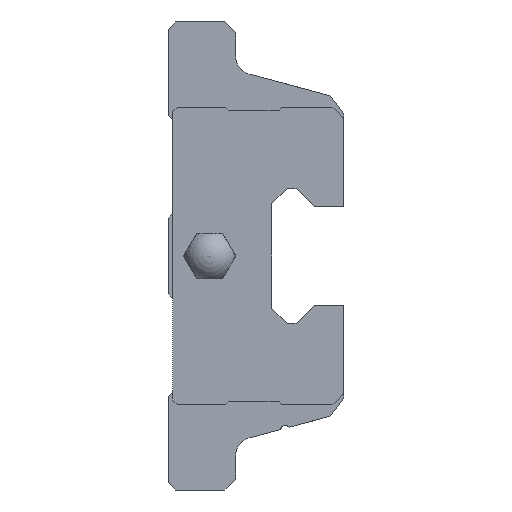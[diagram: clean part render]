
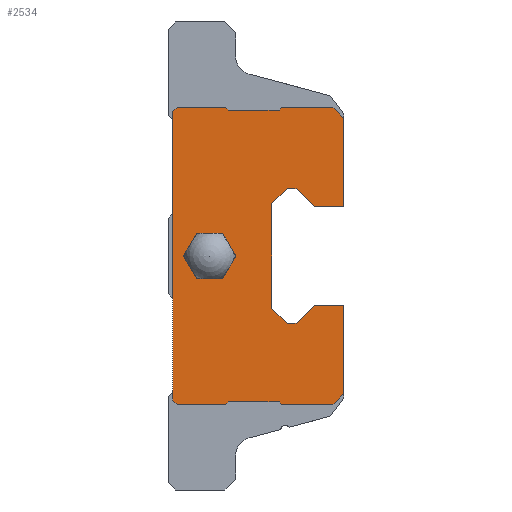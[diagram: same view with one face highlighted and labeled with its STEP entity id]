
A CAD part, left-side view. The second image highlights one B-rep face of the part: STEP entity #2534.
In plain terms, the highlighted planar face has unit normal (-1, 0, 0).
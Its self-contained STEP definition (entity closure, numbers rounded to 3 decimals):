
#623=ORIENTED_EDGE('',*,*,#1105,.F.);
#624=ORIENTED_EDGE('',*,*,#1059,.F.);
#625=ORIENTED_EDGE('',*,*,#1130,.F.);
#626=ORIENTED_EDGE('',*,*,#1128,.F.);
#627=ORIENTED_EDGE('',*,*,#1126,.F.);
#628=ORIENTED_EDGE('',*,*,#1124,.F.);
#629=ORIENTED_EDGE('',*,*,#1122,.F.);
#630=ORIENTED_EDGE('',*,*,#1120,.F.);
#631=ORIENTED_EDGE('',*,*,#1118,.F.);
#632=ORIENTED_EDGE('',*,*,#1033,.F.);
#633=ORIENTED_EDGE('',*,*,#1030,.F.);
#634=ORIENTED_EDGE('',*,*,#1027,.F.);
#635=ORIENTED_EDGE('',*,*,#1024,.F.);
#636=ORIENTED_EDGE('',*,*,#1021,.F.);
#637=ORIENTED_EDGE('',*,*,#1018,.F.);
#638=ORIENTED_EDGE('',*,*,#1015,.F.);
#639=ORIENTED_EDGE('',*,*,#1012,.F.);
#640=ORIENTED_EDGE('',*,*,#1009,.F.);
#641=ORIENTED_EDGE('',*,*,#1006,.F.);
#642=ORIENTED_EDGE('',*,*,#1002,.F.);
#643=ORIENTED_EDGE('',*,*,#1117,.F.);
#644=ORIENTED_EDGE('',*,*,#1115,.F.);
#645=ORIENTED_EDGE('',*,*,#1113,.F.);
#646=ORIENTED_EDGE('',*,*,#1111,.F.);
#647=ORIENTED_EDGE('',*,*,#1109,.F.);
#648=ORIENTED_EDGE('',*,*,#1107,.F.);
#649=ORIENTED_EDGE('',*,*,#1131,.T.);
#650=ORIENTED_EDGE('',*,*,#1132,.T.);
#651=ORIENTED_EDGE('',*,*,#1133,.T.);
#652=ORIENTED_EDGE('',*,*,#1134,.T.);
#653=ORIENTED_EDGE('',*,*,#1135,.T.);
#654=ORIENTED_EDGE('',*,*,#1136,.T.);
#1002=EDGE_CURVE('',#1332,#1333,#1565,.T.);
#1006=EDGE_CURVE('',#1333,#1336,#1569,.T.);
#1009=EDGE_CURVE('',#1336,#1338,#1572,.T.);
#1012=EDGE_CURVE('',#1338,#1340,#1575,.T.);
#1015=EDGE_CURVE('',#1340,#1342,#1578,.T.);
#1018=EDGE_CURVE('',#1342,#1344,#1581,.T.);
#1021=EDGE_CURVE('',#1344,#1346,#1584,.T.);
#1024=EDGE_CURVE('',#1346,#1348,#1587,.T.);
#1027=EDGE_CURVE('',#1348,#1350,#1590,.T.);
#1030=EDGE_CURVE('',#1350,#1352,#1593,.T.);
#1033=EDGE_CURVE('',#1352,#1354,#1596,.T.);
#1059=EDGE_CURVE('',#1363,#1364,#1620,.T.);
#1105=EDGE_CURVE('',#1364,#1391,#1663,.T.);
#1107=EDGE_CURVE('',#1391,#1392,#1665,.T.);
#1109=EDGE_CURVE('',#1392,#1393,#1667,.T.);
#1111=EDGE_CURVE('',#1393,#1394,#1669,.T.);
#1113=EDGE_CURVE('',#1394,#1395,#1671,.T.);
#1115=EDGE_CURVE('',#1395,#1396,#1673,.T.);
#1117=EDGE_CURVE('',#1396,#1332,#1675,.T.);
#1118=EDGE_CURVE('',#1354,#1397,#1676,.T.);
#1120=EDGE_CURVE('',#1397,#1398,#1678,.T.);
#1122=EDGE_CURVE('',#1398,#1399,#1680,.T.);
#1124=EDGE_CURVE('',#1399,#1400,#1682,.T.);
#1126=EDGE_CURVE('',#1400,#1401,#1684,.T.);
#1128=EDGE_CURVE('',#1401,#1402,#1686,.T.);
#1130=EDGE_CURVE('',#1402,#1363,#1688,.T.);
#1131=EDGE_CURVE('',#1403,#1404,#1689,.T.);
#1132=EDGE_CURVE('',#1404,#1405,#1690,.T.);
#1133=EDGE_CURVE('',#1405,#1406,#1691,.T.);
#1134=EDGE_CURVE('',#1406,#1407,#1692,.T.);
#1135=EDGE_CURVE('',#1407,#1408,#1693,.T.);
#1136=EDGE_CURVE('',#1408,#1403,#1694,.T.);
#1332=VERTEX_POINT('',#3827);
#1333=VERTEX_POINT('',#3829);
#1336=VERTEX_POINT('',#3837);
#1338=VERTEX_POINT('',#3843);
#1340=VERTEX_POINT('',#3849);
#1342=VERTEX_POINT('',#3855);
#1344=VERTEX_POINT('',#3861);
#1346=VERTEX_POINT('',#3867);
#1348=VERTEX_POINT('',#3873);
#1350=VERTEX_POINT('',#3879);
#1352=VERTEX_POINT('',#3885);
#1354=VERTEX_POINT('',#3891);
#1363=VERTEX_POINT('',#3938);
#1364=VERTEX_POINT('',#3940);
#1391=VERTEX_POINT('',#4032);
#1392=VERTEX_POINT('',#4036);
#1393=VERTEX_POINT('',#4040);
#1394=VERTEX_POINT('',#4044);
#1395=VERTEX_POINT('',#4048);
#1396=VERTEX_POINT('',#4052);
#1397=VERTEX_POINT('',#4058);
#1398=VERTEX_POINT('',#4062);
#1399=VERTEX_POINT('',#4066);
#1400=VERTEX_POINT('',#4070);
#1401=VERTEX_POINT('',#4074);
#1402=VERTEX_POINT('',#4078);
#1403=VERTEX_POINT('',#4084);
#1404=VERTEX_POINT('',#4085);
#1405=VERTEX_POINT('',#4087);
#1406=VERTEX_POINT('',#4089);
#1407=VERTEX_POINT('',#4091);
#1408=VERTEX_POINT('',#4093);
#1565=LINE('',#3828,#1861);
#1569=LINE('',#3836,#1865);
#1572=LINE('',#3842,#1868);
#1575=LINE('',#3848,#1871);
#1578=LINE('',#3854,#1874);
#1581=LINE('',#3860,#1877);
#1584=LINE('',#3866,#1880);
#1587=LINE('',#3872,#1883);
#1590=LINE('',#3878,#1886);
#1593=LINE('',#3884,#1889);
#1596=LINE('',#3890,#1892);
#1620=LINE('',#3939,#1916);
#1663=LINE('',#4031,#1959);
#1665=LINE('',#4035,#1961);
#1667=LINE('',#4039,#1963);
#1669=LINE('',#4043,#1965);
#1671=LINE('',#4047,#1967);
#1673=LINE('',#4051,#1969);
#1675=LINE('',#4055,#1971);
#1676=LINE('',#4057,#1972);
#1678=LINE('',#4061,#1974);
#1680=LINE('',#4065,#1976);
#1682=LINE('',#4069,#1978);
#1684=LINE('',#4073,#1980);
#1686=LINE('',#4077,#1982);
#1688=LINE('',#4081,#1984);
#1689=LINE('',#4083,#1985);
#1690=LINE('',#4086,#1986);
#1691=LINE('',#4088,#1987);
#1692=LINE('',#4090,#1988);
#1693=LINE('',#4092,#1989);
#1694=LINE('',#4094,#1990);
#1861=VECTOR('',#3034,1000.);
#1865=VECTOR('',#3040,1000.);
#1868=VECTOR('',#3045,1000.);
#1871=VECTOR('',#3050,1000.);
#1874=VECTOR('',#3055,1000.);
#1877=VECTOR('',#3060,1000.);
#1880=VECTOR('',#3065,1000.);
#1883=VECTOR('',#3070,1000.);
#1886=VECTOR('',#3075,1000.);
#1889=VECTOR('',#3080,1000.);
#1892=VECTOR('',#3085,1000.);
#1916=VECTOR('',#3139,1000.);
#1959=VECTOR('',#3226,1000.);
#1961=VECTOR('',#3230,1000.);
#1963=VECTOR('',#3234,1000.);
#1965=VECTOR('',#3238,1000.);
#1967=VECTOR('',#3242,1000.);
#1969=VECTOR('',#3246,1000.);
#1971=VECTOR('',#3250,1000.);
#1972=VECTOR('',#3253,1000.);
#1974=VECTOR('',#3257,1000.);
#1976=VECTOR('',#3261,1000.);
#1978=VECTOR('',#3265,1000.);
#1980=VECTOR('',#3269,1000.);
#1982=VECTOR('',#3273,1000.);
#1984=VECTOR('',#3277,1000.);
#1985=VECTOR('',#3280,1000.);
#1986=VECTOR('',#3281,1000.);
#1987=VECTOR('',#3282,1000.);
#1988=VECTOR('',#3283,1000.);
#1989=VECTOR('',#3284,1000.);
#1990=VECTOR('',#3285,1000.);
#2129=EDGE_LOOP('',(#623,#624,#625,#626,#627,#628,#629,#630,#631,#632,#633,
#634,#635,#636,#637,#638,#639,#640,#641,#642,#643,#644,#645,#646,#647,#648));
#2130=EDGE_LOOP('',(#649,#650,#651,#652,#653,#654));
#2281=FACE_BOUND('',#2129,.T.);
#2282=FACE_BOUND('',#2130,.T.);
#2415=PLANE('',#2716);
#2534=ADVANCED_FACE('',(#2281,#2282),#2415,.F.);
#2716=AXIS2_PLACEMENT_3D('',#4082,#3278,#3279);
#3034=DIRECTION('',(0.,0.,-1.));
#3040=DIRECTION('',(0.,1.,0.));
#3045=DIRECTION('',(0.,0.707,0.707));
#3050=DIRECTION('',(0.,1.,0.));
#3055=DIRECTION('',(0.,0.711,-0.703));
#3060=DIRECTION('',(0.,0.,-1.));
#3065=DIRECTION('',(0.,-0.711,-0.703));
#3070=DIRECTION('',(0.,-1.,0.));
#3075=DIRECTION('',(0.,-0.707,0.707));
#3080=DIRECTION('',(0.,-1.,0.));
#3085=DIRECTION('',(0.,0.,-1.));
#3139=DIRECTION('',(0.,0.,1.));
#3226=DIRECTION('',(0.,-0.707,0.707));
#3230=DIRECTION('',(0.,-1.,0.));
#3234=DIRECTION('',(0.,-0.707,-0.707));
#3238=DIRECTION('',(0.,-1.,0.));
#3242=DIRECTION('',(0.,-0.707,0.707));
#3246=DIRECTION('',(0.,-1.,0.));
#3250=DIRECTION('',(0.,-0.707,-0.707));
#3253=DIRECTION('',(0.,0.707,-0.707));
#3257=DIRECTION('',(0.,1.,0.));
#3261=DIRECTION('',(0.,0.707,0.707));
#3265=DIRECTION('',(0.,1.,0.));
#3269=DIRECTION('',(0.,0.707,-0.707));
#3273=DIRECTION('',(0.,1.,0.));
#3277=DIRECTION('',(0.,0.707,0.707));
#3278=DIRECTION('',(1.,0.,0.));
#3279=DIRECTION('',(0.,0.,-1.));
#3280=DIRECTION('',(0.,1.,0.));
#3281=DIRECTION('',(0.,0.5,0.866));
#3282=DIRECTION('',(0.,-0.5,0.866));
#3283=DIRECTION('',(0.,-1.,0.));
#3284=DIRECTION('',(0.,-0.5,-0.866));
#3285=DIRECTION('',(0.,0.5,-0.866));
#3827=CARTESIAN_POINT('',(-28.6,-19.5,15.3));
#3828=CARTESIAN_POINT('',(-28.6,-19.5,15.3));
#3829=CARTESIAN_POINT('',(-28.6,-19.5,5.5));
#3836=CARTESIAN_POINT('',(-28.6,-19.5,5.5));
#3837=CARTESIAN_POINT('',(-28.6,-16.2,5.5));
#3842=CARTESIAN_POINT('',(-28.6,-16.2,5.5));
#3843=CARTESIAN_POINT('',(-28.6,-14.2,7.5));
#3848=CARTESIAN_POINT('',(-28.6,-14.2,7.5));
#3849=CARTESIAN_POINT('',(-28.6,-13.22,7.5));
#3854=CARTESIAN_POINT('',(-28.6,-13.22,7.5));
#3855=CARTESIAN_POINT('',(-28.6,-11.5,5.8));
#3860=CARTESIAN_POINT('',(-28.6,-11.5,5.8));
#3861=CARTESIAN_POINT('',(-28.6,-11.5,-5.8));
#3866=CARTESIAN_POINT('',(-28.6,-11.5,-5.8));
#3867=CARTESIAN_POINT('',(-28.6,-13.22,-7.5));
#3872=CARTESIAN_POINT('',(-28.6,-13.22,-7.5));
#3873=CARTESIAN_POINT('',(-28.6,-14.2,-7.5));
#3878=CARTESIAN_POINT('',(-28.6,-14.2,-7.5));
#3879=CARTESIAN_POINT('',(-28.6,-16.2,-5.5));
#3884=CARTESIAN_POINT('',(-28.6,-16.2,-5.5));
#3885=CARTESIAN_POINT('',(-28.6,-19.5,-5.5));
#3890=CARTESIAN_POINT('',(-28.6,-19.5,-5.5));
#3891=CARTESIAN_POINT('',(-28.6,-19.5,-15.3));
#3938=CARTESIAN_POINT('',(-28.6,-0.5,-16.));
#3939=CARTESIAN_POINT('',(-28.6,-0.5,-16.));
#3940=CARTESIAN_POINT('',(-28.6,-0.5,16.));
#4031=CARTESIAN_POINT('',(-28.6,-0.5,16.));
#4032=CARTESIAN_POINT('',(-28.6,-1.,16.5));
#4035=CARTESIAN_POINT('',(-28.6,-1.,16.5));
#4036=CARTESIAN_POINT('',(-28.6,-6.375,16.5));
#4039=CARTESIAN_POINT('',(-28.6,-6.375,16.5));
#4040=CARTESIAN_POINT('',(-28.6,-6.675,16.2));
#4043=CARTESIAN_POINT('',(-28.6,-6.675,16.2));
#4044=CARTESIAN_POINT('',(-28.6,-12.325,16.2));
#4047=CARTESIAN_POINT('',(-28.6,-12.325,16.2));
#4048=CARTESIAN_POINT('',(-28.6,-12.625,16.5));
#4051=CARTESIAN_POINT('',(-28.6,-12.625,16.5));
#4052=CARTESIAN_POINT('',(-28.6,-18.3,16.5));
#4055=CARTESIAN_POINT('',(-28.6,-18.3,16.5));
#4057=CARTESIAN_POINT('',(-28.6,-19.5,-15.3));
#4058=CARTESIAN_POINT('',(-28.6,-18.3,-16.5));
#4061=CARTESIAN_POINT('',(-28.6,-18.3,-16.5));
#4062=CARTESIAN_POINT('',(-28.6,-12.625,-16.5));
#4065=CARTESIAN_POINT('',(-28.6,-12.625,-16.5));
#4066=CARTESIAN_POINT('',(-28.6,-12.325,-16.2));
#4069=CARTESIAN_POINT('',(-28.6,-12.325,-16.2));
#4070=CARTESIAN_POINT('',(-28.6,-6.675,-16.2));
#4073=CARTESIAN_POINT('',(-28.6,-6.675,-16.2));
#4074=CARTESIAN_POINT('',(-28.6,-6.375,-16.5));
#4077=CARTESIAN_POINT('',(-28.6,-6.375,-16.5));
#4078=CARTESIAN_POINT('',(-28.6,-1.,-16.5));
#4081=CARTESIAN_POINT('',(-28.6,-1.,-16.5));
#4082=CARTESIAN_POINT('',(-28.6,0.,0.));
#4083=CARTESIAN_POINT('',(-28.6,-6.043,-2.5));
#4084=CARTESIAN_POINT('',(-28.6,-6.043,-2.5));
#4085=CARTESIAN_POINT('',(-28.6,-3.157,-2.5));
#4086=CARTESIAN_POINT('',(-28.6,-3.157,-2.5));
#4087=CARTESIAN_POINT('',(-28.6,-1.713,0.));
#4088=CARTESIAN_POINT('',(-28.6,-1.713,0.));
#4089=CARTESIAN_POINT('',(-28.6,-3.157,2.5));
#4090=CARTESIAN_POINT('',(-28.6,-3.157,2.5));
#4091=CARTESIAN_POINT('',(-28.6,-6.043,2.5));
#4092=CARTESIAN_POINT('',(-28.6,-6.043,2.5));
#4093=CARTESIAN_POINT('',(-28.6,-7.487,0.));
#4094=CARTESIAN_POINT('',(-28.6,-7.487,0.));
